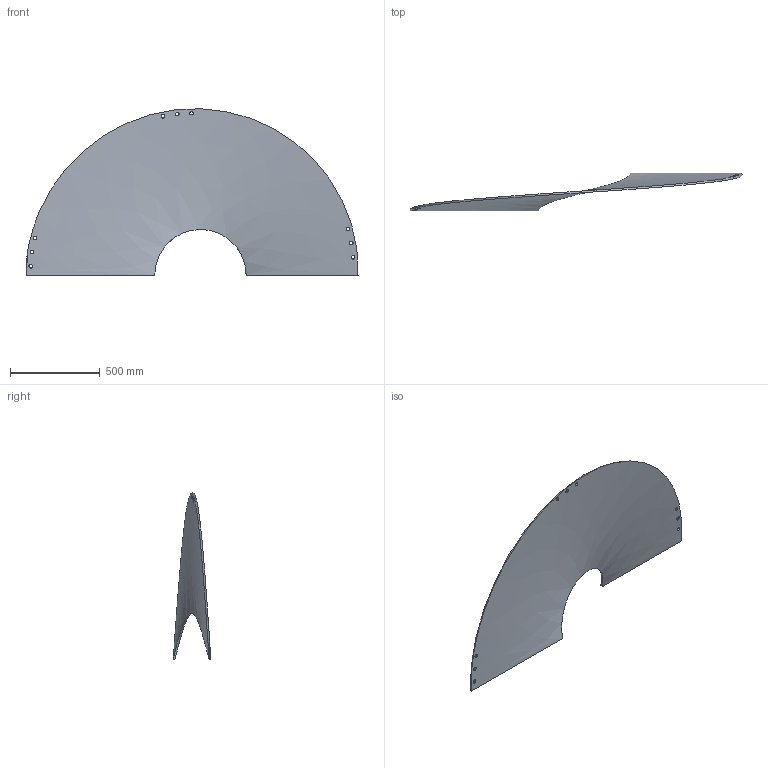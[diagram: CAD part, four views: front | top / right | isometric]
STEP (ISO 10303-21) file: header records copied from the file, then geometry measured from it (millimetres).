
FILE_DESCRIPTION((''),'2;1');
FILE_NAME('segment 01.stp','2012-10-26T10:49:15',('strobel'),(''),'Autodesk Inventor 2011','Autodesk Inventor 2011','');
FILE_SCHEMA(('AUTOMOTIVE_DESIGN { 1 0 10303 214 1 1 1 1 }'));
Length unit declared in the file: millimetre
Products named in the file (1): segment 01
Bounding box: 1853.19 x 210 x 929.14 mm (x, y, z)
Volume: 12449103.5 mm3; surface area: 2565419.1 mm2
Topology: 1 solids, 1 shells, 16 faces, 50 edges, 36 vertices
Faces by surface type: cylinder 11, plane 2, bspline 2, cone 1
Full cylindrical faces by diameter (mm): 20 x9
Entity records: 1825 total; most frequent: CARTESIAN_POINT 1462, ORIENTED_EDGE 64, EDGE_LOOP 43, DIRECTION 38, EDGE_CURVE 32, VERTEX_POINT 27, FACE_BOUND 27, B_SPLINE_CURVE_WITH_KNOTS 25
